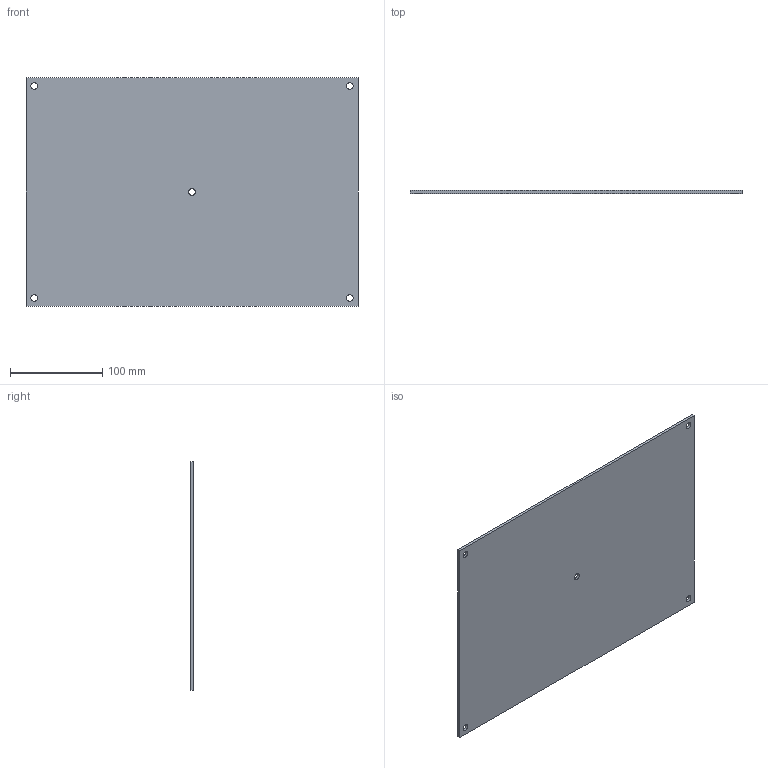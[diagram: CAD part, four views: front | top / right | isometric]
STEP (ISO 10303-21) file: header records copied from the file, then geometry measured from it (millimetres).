
FILE_DESCRIPTION((''),'2;1');
FILE_NAME('001102600_EPC_30-25-14_ASM','2024-01-10T07:32:01',('klemen.sitar'),('Audax d.o.o.'),'CREO PARAMETRIC BY PTC INC, 2021304','CREO PARAMETRIC BY PTC INC, 2021304','');
FILE_SCHEMA(('AP242_MANAGED_MODEL_BASED_3D_ENGINEERING_MIM_LF { 1 0 10303 442 1 1 4 }'));
Length unit declared in the file: millimetre
Products named in the file (2): PRT0004; 001102600_EPC_30-25-14_ASM
Assembly tree (1 placements, depth 2):
  001102600_EPC_30-25-14_ASM
    PRT0004
Bounding box: 360 x 3 x 248 mm (x, y, z)
Volume: 267212.2 mm3; surface area: 182133.5 mm2
Topology: 1 solids, 1 shells, 16 faces, 42 edges, 28 vertices
Faces by surface type: cylinder 10, plane 6
Entity records: 1002 total; most frequent: COLOUR_RGB 122, DIRECTION 100, CARTESIAN_POINT 93, ORIENTED_EDGE 84, PRESENTATION_STYLE_ASSIGNMENT 59, STYLED_ITEM 59, CURVE_STYLE 42, EDGE_CURVE 42
